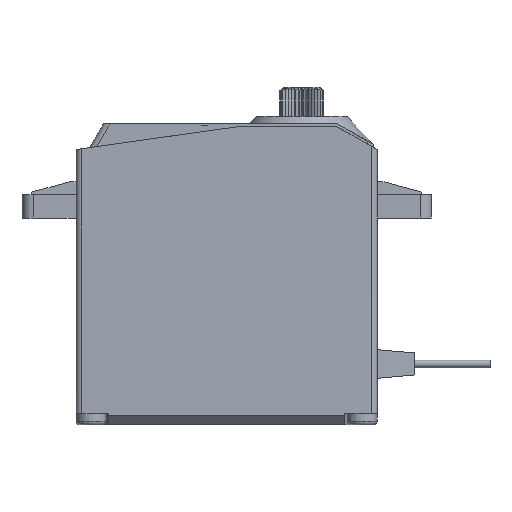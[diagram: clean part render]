
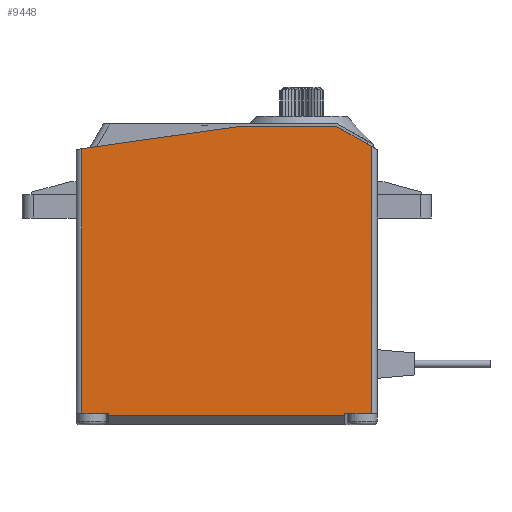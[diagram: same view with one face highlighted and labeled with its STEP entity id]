
A CAD part, front view. The second image highlights one B-rep face of the part: STEP entity #9448.
In plain terms, the highlighted planar face has unit normal (0, -1, 0).
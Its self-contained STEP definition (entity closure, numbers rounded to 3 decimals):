
#1275=ORIENTED_EDGE('',*,*,#3219,.T.);
#1276=ORIENTED_EDGE('',*,*,#3220,.T.);
#1277=ORIENTED_EDGE('',*,*,#3221,.F.);
#1278=ORIENTED_EDGE('',*,*,#3222,.T.);
#1279=ORIENTED_EDGE('',*,*,#3223,.T.);
#1280=ORIENTED_EDGE('',*,*,#3224,.T.);
#1281=ORIENTED_EDGE('',*,*,#3225,.T.);
#1282=ORIENTED_EDGE('',*,*,#3226,.T.);
#1283=ORIENTED_EDGE('',*,*,#3227,.T.);
#1284=ORIENTED_EDGE('',*,*,#3228,.T.);
#1285=ORIENTED_EDGE('',*,*,#3229,.F.);
#1286=ORIENTED_EDGE('',*,*,#3230,.F.);
#3219=EDGE_CURVE('',#4122,#4123,#4736,.T.);
#3220=EDGE_CURVE('',#4123,#4124,#4737,.T.);
#3221=EDGE_CURVE('',#4125,#4124,#4738,.T.);
#3222=EDGE_CURVE('',#4125,#4126,#4739,.T.);
#3223=EDGE_CURVE('',#4126,#4127,#4740,.T.);
#3224=EDGE_CURVE('',#4127,#4128,#4741,.F.);
#3225=EDGE_CURVE('',#4128,#4129,#4742,.T.);
#3226=EDGE_CURVE('',#4129,#4130,#4743,.T.);
#3227=EDGE_CURVE('',#4130,#4131,#4744,.T.);
#3228=EDGE_CURVE('',#4131,#4132,#4745,.T.);
#3229=EDGE_CURVE('',#4133,#4132,#4746,.T.);
#3230=EDGE_CURVE('',#4122,#4133,#4747,.T.);
#4122=VERTEX_POINT('',#13737);
#4123=VERTEX_POINT('',#13738);
#4124=VERTEX_POINT('',#13740);
#4125=VERTEX_POINT('',#13742);
#4126=VERTEX_POINT('',#13744);
#4127=VERTEX_POINT('',#13746);
#4128=VERTEX_POINT('',#13748);
#4129=VERTEX_POINT('',#13750);
#4130=VERTEX_POINT('',#13752);
#4131=VERTEX_POINT('',#13754);
#4132=VERTEX_POINT('',#13756);
#4133=VERTEX_POINT('',#13758);
#4736=LINE('',#13736,#5394);
#4737=LINE('',#13739,#5395);
#4738=LINE('',#13741,#5396);
#4739=LINE('',#13743,#5397);
#4740=LINE('',#13745,#5398);
#4741=LINE('',#13747,#5399);
#4742=LINE('',#13749,#5400);
#4743=LINE('',#13751,#5401);
#4744=LINE('',#13753,#5402);
#4745=LINE('',#13755,#5403);
#4746=LINE('',#13757,#5404);
#4747=LINE('',#13759,#5405);
#5394=VECTOR('',#11271,1000.);
#5395=VECTOR('',#11272,1000.);
#5396=VECTOR('',#11273,1000.);
#5397=VECTOR('',#11274,1000.);
#5398=VECTOR('',#11275,1000.);
#5399=VECTOR('',#11276,1000.);
#5400=VECTOR('',#11277,1000.);
#5401=VECTOR('',#11278,1000.);
#5402=VECTOR('',#11279,1000.);
#5403=VECTOR('',#11280,1000.);
#5404=VECTOR('',#11281,1000.);
#5405=VECTOR('',#11282,1000.);
#5828=EDGE_LOOP('',(#1275,#1276,#1277,#1278,#1279,#1280,#1281,#1282,#1283,
#1284,#1285,#1286));
#6228=FACE_BOUND('',#5828,.T.);
#6591=PLANE('',#9979);
#9448=ADVANCED_FACE('',(#6228),#6591,.F.);
#9979=AXIS2_PLACEMENT_3D('',#13735,#11269,#11270);
#11269=DIRECTION('',(0.,1.,0.));
#11270=DIRECTION('',(0.,0.,1.));
#11271=DIRECTION('',(0.,0.,-1.));
#11272=DIRECTION('',(1.,0.,0.));
#11273=DIRECTION('',(0.,0.,-1.));
#11274=DIRECTION('',(1.,0.,0.));
#11275=DIRECTION('',(1.,0.,0.));
#11276=DIRECTION('',(0.,0.,-1.));
#11277=DIRECTION('',(-0.87,0.,0.493));
#11278=DIRECTION('',(-1.,0.,0.));
#11279=DIRECTION('',(-0.99,0.,-0.14));
#11280=DIRECTION('',(0.,0.,-1.));
#11281=DIRECTION('',(-1.,0.,0.));
#11282=DIRECTION('',(-1.,0.,0.));
#13735=CARTESIAN_POINT('',(-20.,-10.,40.));
#13736=CARTESIAN_POINT('',(-15.7,-10.,40.));
#13737=CARTESIAN_POINT('',(-15.7,-10.,1.5));
#13738=CARTESIAN_POINT('',(-15.7,-10.,1.2));
#13739=CARTESIAN_POINT('',(-20.,-10.,1.2));
#13740=CARTESIAN_POINT('',(15.7,-10.,1.2));
#13741=CARTESIAN_POINT('',(15.7,-10.,40.));
#13742=CARTESIAN_POINT('',(15.7,-10.,1.5));
#13743=CARTESIAN_POINT('',(-20.,-10.,1.5));
#13744=CARTESIAN_POINT('',(18.,-10.,1.5));
#13745=CARTESIAN_POINT('',(-20.,-10.,1.5));
#13746=CARTESIAN_POINT('',(19.25,-10.,1.5));
#13747=CARTESIAN_POINT('',(19.25,-10.,40.));
#13748=CARTESIAN_POINT('',(19.25,-10.,37.025));
#13749=CARTESIAN_POINT('',(20.,-10.,36.6));
#13750=CARTESIAN_POINT('',(14.618,-10.,39.65));
#13751=CARTESIAN_POINT('',(14.618,-10.,39.65));
#13752=CARTESIAN_POINT('',(1.529,-10.,39.65));
#13753=CARTESIAN_POINT('',(1.529,-10.,39.65));
#13754=CARTESIAN_POINT('',(-19.25,-10.,36.706));
#13755=CARTESIAN_POINT('',(-19.25,-10.,40.));
#13756=CARTESIAN_POINT('',(-19.25,-10.,1.5));
#13757=CARTESIAN_POINT('',(-20.,-10.,1.5));
#13758=CARTESIAN_POINT('',(-18.,-10.,1.5));
#13759=CARTESIAN_POINT('',(-20.,-10.,1.5));
